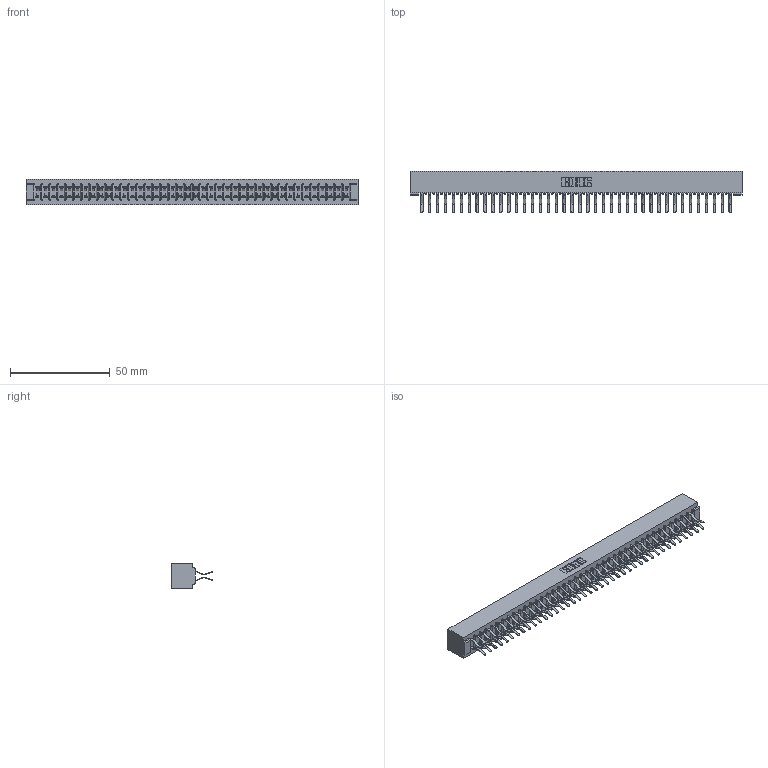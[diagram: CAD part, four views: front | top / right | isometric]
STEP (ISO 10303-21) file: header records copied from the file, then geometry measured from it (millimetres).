
FILE_DESCRIPTION (( 'STEP AP203' ), '1' );
FILE_NAME ('357-080-560-201.STEP', '2018-08-12T23:53:46', ( '' ), ( '' ), 'SwSTEP 2.0', 'SolidWorks 2016', '' );
FILE_SCHEMA (( 'CONFIG_CONTROL_DESIGN' ));
Length unit declared in the file: inch
Products named in the file (3): 307 Part_No Mounting Lugs; 307-290-001_560; 357-080-560-201
Assembly tree (81 placements, depth 2):
  357-080-560-201
    307 Part_No Mounting Lugs
    307-290-001_560  x80
Bounding box: 166.37 x 20.73 x 12.7 mm (x, y, z)
Volume: 18324.6 mm3; surface area: 23232.6 mm2
Topology: 81 solids, 81 shells, 4151 faces, 11659 edges, 7554 vertices
Faces by surface type: plane 2706, cylinder 1363, sphere 82
Entity records: 35644 total; most frequent: CARTESIAN_POINT 5828, ORIENTED_EDGE 5774, DIRECTION 5709, EDGE_CURVE 2887, LINE 2215, VECTOR 2215, VERTEX_POINT 1866, AXIS2_PLACEMENT_3D 1747
